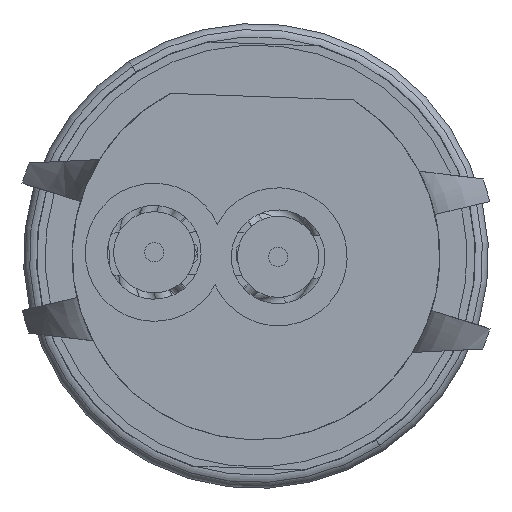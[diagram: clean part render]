
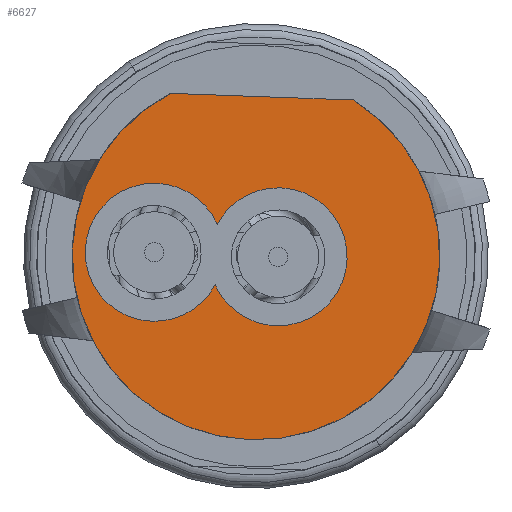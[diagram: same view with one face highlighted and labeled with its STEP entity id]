
A CAD part, front view. The second image highlights one B-rep face of the part: STEP entity #6627.
In plain terms, the highlighted planar face has unit normal (0, -1, 0).
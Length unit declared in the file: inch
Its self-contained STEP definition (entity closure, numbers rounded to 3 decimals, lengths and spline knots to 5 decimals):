
#51 = DIRECTION ( 'NONE',  ( 0., -1., 0. ) ) ;
#207 = CARTESIAN_POINT ( 'NONE',  ( 0.03, -0.83, 0.0935 ) ) ;
#267 = ORIENTED_EDGE ( 'NONE', *, *, #6120, .F. ) ;
#291 = ORIENTED_EDGE ( 'NONE', *, *, #3153, .F. ) ;
#703 = CARTESIAN_POINT ( 'NONE',  ( -0.12387, -0.83, 0.216 ) ) ;
#892 = EDGE_LOOP ( 'NONE', ( #267, #1889 ) ) ;
#1090 = CARTESIAN_POINT ( 'NONE',  ( 0.12387, -0.83, 0.216 ) ) ;
#1115 = AXIS2_PLACEMENT_3D ( 'NONE', #6963, #2962, #7631 ) ;
#1518 = CIRCLE ( 'NONE', #6931, 0.0935 ) ;
#1538 = EDGE_CURVE ( 'NONE', #2897, #3128, #6304, .T. ) ;
#1601 = LINE ( 'NONE', #3314, #8531 ) ;
#1765 = CARTESIAN_POINT ( 'NONE',  ( 0., -0.83, 0. ) ) ;
#1889 = ORIENTED_EDGE ( 'NONE', *, *, #1538, .F. ) ;
#1891 = CARTESIAN_POINT ( 'NONE',  ( -0.054, -0.83, -0.04106 ) ) ;
#2093 = CARTESIAN_POINT ( 'NONE',  ( -0.138, -0.83, 0. ) ) ;
#2121 = DIRECTION ( 'NONE',  ( 0., -1., 0. ) ) ;
#2389 = CARTESIAN_POINT ( 'NONE',  ( 0., -0.83, 0. ) ) ;
#2546 = ORIENTED_EDGE ( 'NONE', *, *, #4008, .F. ) ;
#2618 = DIRECTION ( 'NONE',  ( 0., -1., 0. ) ) ;
#2700 = VERTEX_POINT ( 'NONE', #7560 ) ;
#2782 = DIRECTION ( 'NONE',  ( 0., 0., -1. ) ) ;
#2897 = VERTEX_POINT ( 'NONE', #1090 ) ;
#2962 = DIRECTION ( 'NONE',  ( 0., -1., 0. ) ) ;
#3066 = DIRECTION ( 'NONE',  ( 0., 0., 1. ) ) ;
#3128 = VERTEX_POINT ( 'NONE', #703 ) ;
#3153 = EDGE_CURVE ( 'NONE', #8383, #2700, #5539, .T. ) ;
#3157 = DIRECTION ( 'NONE',  ( 0., 1., 0. ) ) ;
#3242 = EDGE_CURVE ( 'NONE', #8273, #5147, #5128, .T. ) ;
#3314 = CARTESIAN_POINT ( 'NONE',  ( -0.12387, -0.83, 0.216 ) ) ;
#3392 = FACE_OUTER_BOUND ( 'NONE', #892, .T. ) ;
#3678 = CARTESIAN_POINT ( 'NONE',  ( -0.138, -0.83, 0.0935 ) ) ;
#3825 = AXIS2_PLACEMENT_3D ( 'NONE', #4091, #51, #4767 ) ;
#3931 = AXIS2_PLACEMENT_3D ( 'NONE', #2389, #7069, #3066 ) ;
#3969 = DIRECTION ( 'NONE',  ( 0., -1., 0. ) ) ;
#4008 = EDGE_CURVE ( 'NONE', #5147, #8383, #6974, .T. ) ;
#4091 = CARTESIAN_POINT ( 'NONE',  ( -0.138, -0.83, 0. ) ) ;
#4201 = EDGE_CURVE ( 'NONE', #5751, #4789, #1518, .T. ) ;
#4278 = ORIENTED_EDGE ( 'NONE', *, *, #5490, .F. ) ;
#4352 = AXIS2_PLACEMENT_3D ( 'NONE', #6626, #2618, #7299 ) ;
#4767 = DIRECTION ( 'NONE',  ( 0., 0., -1. ) ) ;
#4789 = VERTEX_POINT ( 'NONE', #6415 ) ;
#5128 = CIRCLE ( 'NONE', #6498, 0.0935 ) ;
#5147 = VERTEX_POINT ( 'NONE', #5483 ) ;
#5185 = FACE_BOUND ( 'NONE', #6658, .T. ) ;
#5483 = CARTESIAN_POINT ( 'NONE',  ( -0.054, -0.83, 0.04106 ) ) ;
#5490 = EDGE_CURVE ( 'NONE', #4789, #8273, #7172, .T. ) ;
#5494 = CIRCLE ( 'NONE', #4352, 0.0935 ) ;
#5539 = CIRCLE ( 'NONE', #3825, 0.0935 ) ;
#5751 = VERTEX_POINT ( 'NONE', #1891 ) ;
#6120 = EDGE_CURVE ( 'NONE', #3128, #2897, #1601, .T. ) ;
#6152 = CARTESIAN_POINT ( 'NONE',  ( 0.03, -0.83, 0. ) ) ;
#6289 = AXIS2_PLACEMENT_3D ( 'NONE', #1765, #3157, #7824 ) ;
#6304 = CIRCLE ( 'NONE', #3931, 0.249 ) ;
#6415 = CARTESIAN_POINT ( 'NONE',  ( 0.03, -0.83, -0.0935 ) ) ;
#6440 = ORIENTED_EDGE ( 'NONE', *, *, #6812, .F. ) ;
#6498 = AXIS2_PLACEMENT_3D ( 'NONE', #6152, #2121, #6818 ) ;
#6626 = CARTESIAN_POINT ( 'NONE',  ( -0.138, -0.83, 0. ) ) ;
#6627 = ADVANCED_FACE ( 'NONE', ( #3392, #5185 ), #7159, .F. ) ;
#6658 = EDGE_LOOP ( 'NONE', ( #2546, #7309, #4278, #8680, #6440, #291 ) ) ;
#6780 = DIRECTION ( 'NONE',  ( 0., -1., 0. ) ) ;
#6812 = EDGE_CURVE ( 'NONE', #2700, #5751, #5494, .T. ) ;
#6818 = DIRECTION ( 'NONE',  ( 0., 0., -1. ) ) ;
#6931 = AXIS2_PLACEMENT_3D ( 'NONE', #7958, #3969, #8645 ) ;
#6963 = CARTESIAN_POINT ( 'NONE',  ( 0.03, -0.83, 0. ) ) ;
#6974 = CIRCLE ( 'NONE', #7988, 0.0935 ) ;
#7069 = DIRECTION ( 'NONE',  ( 0., 1., 0. ) ) ;
#7159 = PLANE ( 'NONE',  #6289 ) ;
#7172 = CIRCLE ( 'NONE', #1115, 0.0935 ) ;
#7299 = DIRECTION ( 'NONE',  ( 0., 0., -1. ) ) ;
#7309 = ORIENTED_EDGE ( 'NONE', *, *, #3242, .F. ) ;
#7560 = CARTESIAN_POINT ( 'NONE',  ( -0.138, -0.83, -0.0935 ) ) ;
#7631 = DIRECTION ( 'NONE',  ( 0., 0., -1. ) ) ;
#7824 = DIRECTION ( 'NONE',  ( 0., 0., 1. ) ) ;
#7958 = CARTESIAN_POINT ( 'NONE',  ( 0.03, -0.83, 0. ) ) ;
#7988 = AXIS2_PLACEMENT_3D ( 'NONE', #2093, #6780, #2782 ) ;
#8273 = VERTEX_POINT ( 'NONE', #207 ) ;
#8383 = VERTEX_POINT ( 'NONE', #3678 ) ;
#8531 = VECTOR ( 'NONE', #8640, 39.37008 ) ;
#8640 = DIRECTION ( 'NONE',  ( 1., 0., 0. ) ) ;
#8645 = DIRECTION ( 'NONE',  ( 0., 0., -1. ) ) ;
#8680 = ORIENTED_EDGE ( 'NONE', *, *, #4201, .F. ) ;
